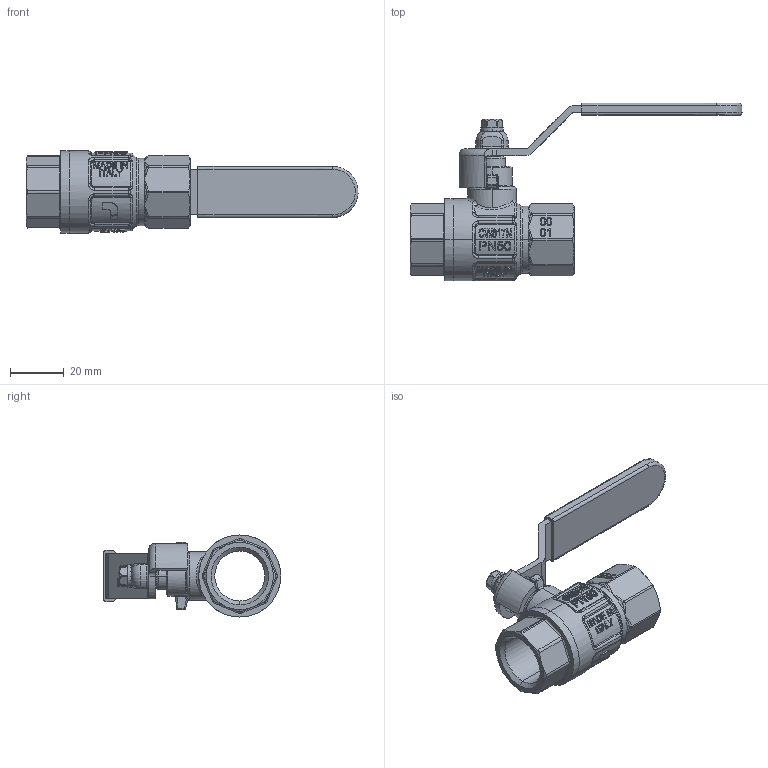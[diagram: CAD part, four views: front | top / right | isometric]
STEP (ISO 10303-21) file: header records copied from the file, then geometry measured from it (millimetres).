
FILE_DESCRIPTION (( 'STEP AP203' ), '1' );
FILE_NAME ('376B012.step', '2019-03-06T10:22:53', ( '' ), ( '' ), 'SwSTEP 2.0', 'SolidWorks 2018', '' );
FILE_SCHEMA (( 'CONFIG_CONTROL_DESIGN' ));
Length unit declared in the file: millimetre
Products named in the file (1): 376B012
Bounding box: 123.48 x 66.05 x 30.5 mm (x, y, z)
Surface area: 17090.6 mm2 (no closed solid volume)
Topology: 0 solids, 6 shells, 958 faces, 2934 edges, 1943 vertices
Faces by surface type: plane 381, bspline 290, cylinder 159, torus 66, cone 37, sphere 25
Entity records: 45850 total; most frequent: CARTESIAN_POINT 22473, ORIENTED_EDGE 5201, DIRECTION 3888, EDGE_CURVE 2897, VERTEX_POINT 1939, VECTOR 1398, LINE 1398, AXIS2_PLACEMENT_3D 1245
